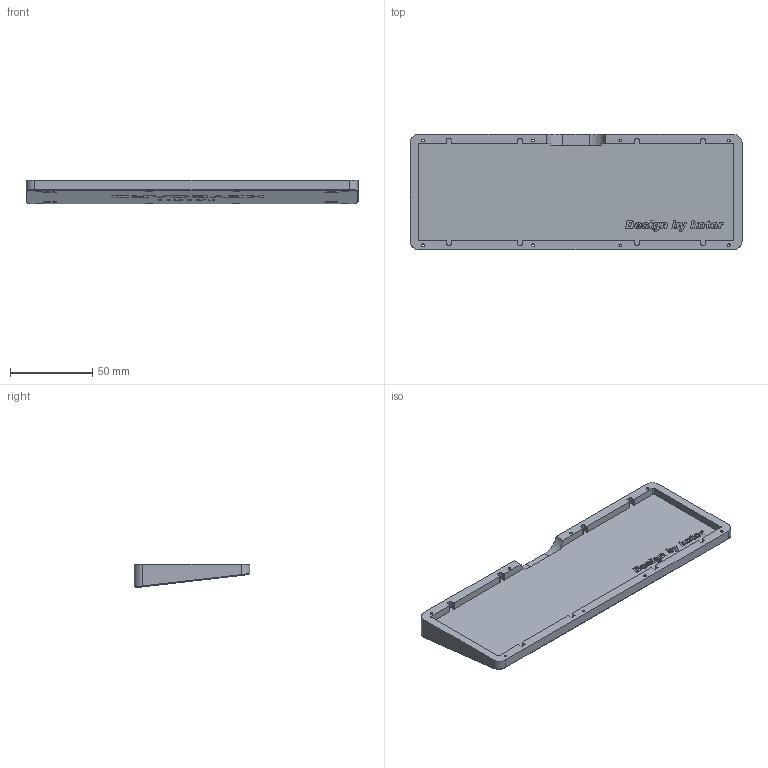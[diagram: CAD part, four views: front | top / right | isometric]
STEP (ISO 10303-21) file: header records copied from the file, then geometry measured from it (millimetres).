
FILE_DESCRIPTION(/* description */ (''),/* implementation_level */ '2;1');
FILE_NAME(/* name */ '底盖.step',/* time_stamp */ '2021-12-09T15:48:40+08:00',/* author */ (''),/* organization */ (''),/* preprocessor_version */ 'ST-DEVELOPER v18.1',/* originating_system */ 'Autodesk Translation Framework v10.10.0.1391',/* authorisation */ '');
FILE_SCHEMA (('AUTOMOTIVE_DESIGN { 1 0 10303 214 3 1 1 }'));
Length unit declared in the file: millimetre
Products named in the file (1): 底盖
Bounding box: 201.45 x 70.1 x 14.2 mm (x, y, z)
Volume: 89947 mm3; surface area: 37366.9 mm2
Topology: 1 solids, 1 shells, 716 faces, 1984 edges, 1320 vertices
Faces by surface type: bspline 401, plane 253, cylinder 62
Full cylindrical faces by diameter (mm): 1.623 x8, 4 x8, 8.3 x4
Entity records: 26635 total; most frequent: CARTESIAN_POINT 10912, ORIENTED_EDGE 3968, EDGE_CURVE 1984, DIRECTION 1936, VERTEX_POINT 1320, LINE 1060, VECTOR 1060, B_SPLINE_CURVE_WITH_KNOTS 802
